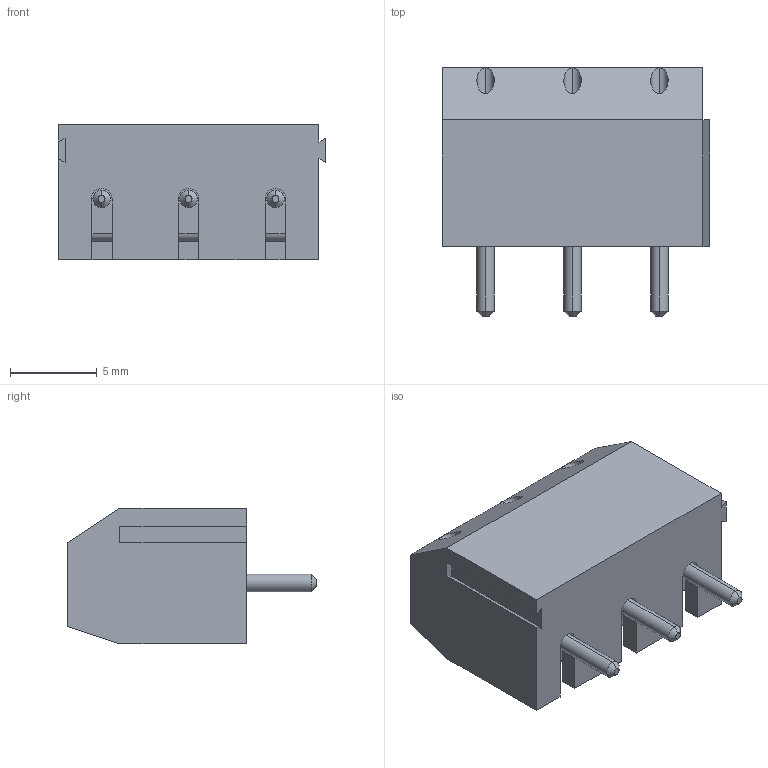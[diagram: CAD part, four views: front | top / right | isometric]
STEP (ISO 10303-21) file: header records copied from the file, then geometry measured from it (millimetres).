
FILE_DESCRIPTION (( 'STEP AP214' ), '1' );
FILE_NAME ('Montagem1.STEP', '2018-05-21T21:18:12', ( '' ), ( '' ), 'SwSTEP 2.0', 'SolidWorks 2016', '' );
FILE_SCHEMA (( 'AUTOMOTIVE_DESIGN' ));
Length unit declared in the file: millimetre
Products named in the file (5): Parafuso; Chapa metalica; Terminal; Corpo; Montagem1
Assembly tree (10 placements, depth 2):
  Montagem1
    Corpo
    Terminal  x3
    Chapa metalica  x3
    Parafuso  x3
Bounding box: 15.4 x 14.3 x 7.8 mm (x, y, z)
Volume: 817.4 mm3; surface area: 2169.3 mm2
Topology: 10 solids, 10 shells, 482 faces, 1275 edges, 818 vertices
Faces by surface type: plane 242, cylinder 159, bspline 36, cone 30, torus 15
Entity records: 9640 total; most frequent: CARTESIAN_POINT 4606, ORIENTED_EDGE 1086, DIRECTION 918, EDGE_CURVE 543, VERTEX_POINT 350, VECTOR 332, LINE 332, AXIS2_PLACEMENT_3D 293
